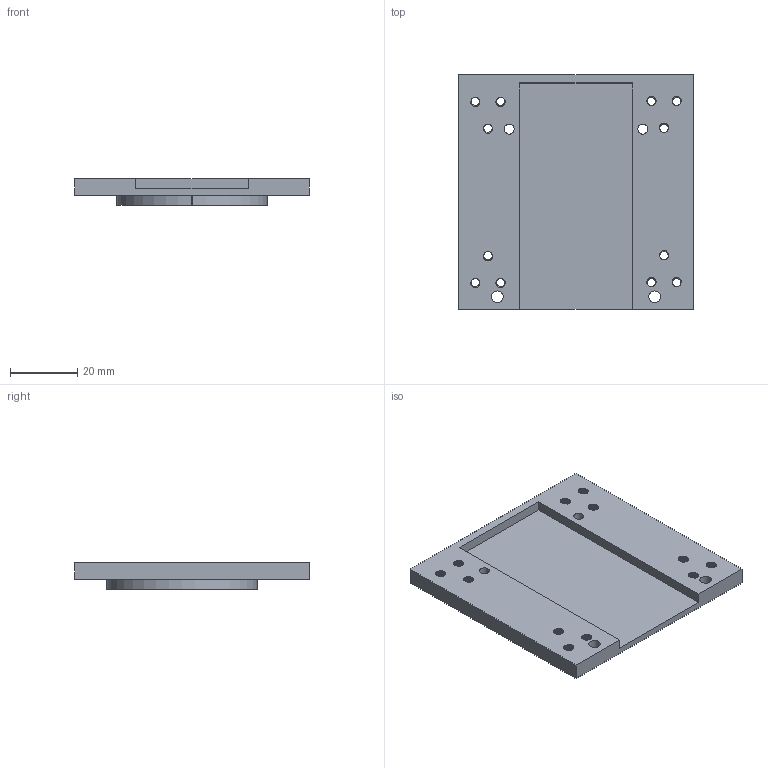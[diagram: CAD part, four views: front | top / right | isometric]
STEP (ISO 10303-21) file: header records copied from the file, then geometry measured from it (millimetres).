
FILE_DESCRIPTION(/* description */ (''),/* implementation_level */ '2;1');
FILE_NAME(/* name */ 'Chassis (45mm).step',/* time_stamp */ '2024-10-29T08:31:00+05:30',/* author */ (''),/* organization */ (''),/* preprocessor_version */ 'ST-DEVELOPER v20',/* originating_system */ 'Autodesk Translation Framework v13.20.0.188',/* authorisation */ '');
FILE_SCHEMA (('AUTOMOTIVE_DESIGN { 1 0 10303 214 3 1 1 }'));
Length unit declared in the file: millimetre
Products named in the file (1): Chassis V2
Bounding box: 70 x 70 x 8 mm (x, y, z)
Volume: 21961.2 mm3; surface area: 12883.1 mm2
Topology: 1 solids, 1 shells, 305 faces, 906 edges, 604 vertices
Faces by surface type: cylinder 270, bspline 24, plane 11
Full cylindrical faces by diameter (mm): 2.529 x60, 3 x2, 3.086 x24, 3.5 x2
Entity records: 26717 total; most frequent: CARTESIAN_POINT 19600, ORIENTED_EDGE 1812, DIRECTION 954, EDGE_CURVE 906, VERTEX_POINT 604, B_SPLINE_CURVE_WITH_KNOTS 576, AXIS2_PLACEMENT_3D 342, EDGE_LOOP 338
